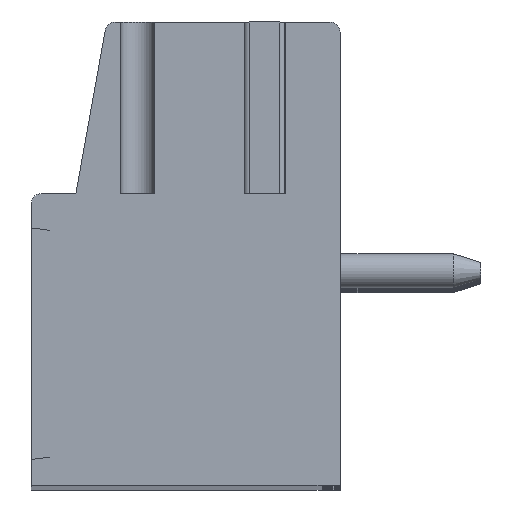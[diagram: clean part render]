
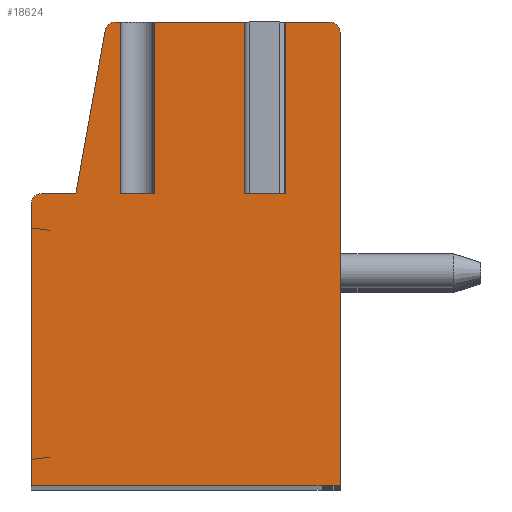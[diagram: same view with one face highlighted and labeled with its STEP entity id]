
A CAD part, top view. The second image highlights one B-rep face of the part: STEP entity #18624.
In plain terms, the highlighted planar face has unit normal (0, 0, 1).
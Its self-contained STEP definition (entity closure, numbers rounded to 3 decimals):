
#52=DIRECTION('',(1.,0.,0.));
#53=VECTOR('',#52,1.);
#54=CARTESIAN_POINT('',(-1.9,3.36,77.5));
#55=LINE('',#54,#53);
#56=DIRECTION('',(0.,1.,0.));
#57=VECTOR('',#56,5.);
#58=CARTESIAN_POINT('',(-0.9,3.36,77.5));
#59=LINE('',#58,#57);
#60=DIRECTION('',(-1.,0.,0.));
#61=VECTOR('',#60,2.8);
#62=CARTESIAN_POINT('',(1.9,8.36,77.5));
#63=LINE('',#62,#61);
#64=DIRECTION('',(0.,1.,0.));
#65=VECTOR('',#64,5.);
#66=CARTESIAN_POINT('',(1.9,3.36,77.5));
#67=LINE('',#66,#65);
#68=DIRECTION('',(1.,0.,0.));
#69=VECTOR('',#68,0.8);
#70=CARTESIAN_POINT('',(1.9,3.36,77.5));
#71=LINE('',#70,#69);
#72=DIRECTION('',(0.,1.,0.));
#73=VECTOR('',#72,5.);
#74=CARTESIAN_POINT('',(2.7,3.36,77.5));
#75=LINE('',#74,#73);
#76=DIRECTION('',(-1.,0.,0.));
#77=VECTOR('',#76,1.5);
#78=CARTESIAN_POINT('',(4.2,8.36,77.5));
#79=LINE('',#78,#77);
#80=CARTESIAN_POINT('',(4.2,8.06,77.5));
#81=DIRECTION('',(0.,0.,1.));
#82=DIRECTION('',(1.,0.,0.));
#83=AXIS2_PLACEMENT_3D('',#80,#81,#82);
#85=DIRECTION('',(0.,1.,0.));
#86=VECTOR('',#85,13.2);
#87=CARTESIAN_POINT('',(4.5,-5.14,77.5));
#88=LINE('',#87,#86);
#89=DIRECTION('',(1.,0.,0.));
#90=VECTOR('',#89,9.);
#91=CARTESIAN_POINT('',(-4.5,-5.14,77.5));
#92=LINE('',#91,#90);
#93=DIRECTION('',(0.,-1.,0.));
#94=VECTOR('',#93,8.2);
#95=CARTESIAN_POINT('',(-4.5,3.06,77.5));
#96=LINE('',#95,#94);
#97=CARTESIAN_POINT('',(-4.2,3.06,77.5));
#98=DIRECTION('',(0.,0.,1.));
#99=DIRECTION('',(0.,1.,0.));
#100=AXIS2_PLACEMENT_3D('',#97,#98,#99);
#102=DIRECTION('',(-1.,0.,0.));
#103=VECTOR('',#102,1.);
#104=CARTESIAN_POINT('',(-3.2,3.36,77.5));
#105=LINE('',#104,#103);
#106=DIRECTION('',(-0.177,-0.984,0.));
#107=VECTOR('',#106,4.829);
#108=CARTESIAN_POINT('',(-2.345,8.113,77.5));
#109=LINE('',#108,#107);
#110=CARTESIAN_POINT('',(-2.05,8.06,77.5));
#111=DIRECTION('',(0.,0.,1.));
#112=DIRECTION('',(0.,1.,0.));
#113=AXIS2_PLACEMENT_3D('',#110,#111,#112);
#115=DIRECTION('',(-1.,0.,0.));
#116=VECTOR('',#115,0.15);
#117=CARTESIAN_POINT('',(-1.9,8.36,77.5));
#118=LINE('',#117,#116);
#119=DIRECTION('',(0.,1.,0.));
#120=VECTOR('',#119,5.);
#121=CARTESIAN_POINT('',(-1.9,3.36,77.5));
#122=LINE('',#121,#120);
#14446=CARTESIAN_POINT('',(4.5,-5.14,77.5));
#14447=CARTESIAN_POINT('',(4.5,8.06,77.5));
#14448=VERTEX_POINT('',#14446);
#14449=VERTEX_POINT('',#14447);
#14450=CARTESIAN_POINT('',(4.2,8.36,77.5));
#14451=VERTEX_POINT('',#14450);
#14452=CARTESIAN_POINT('',(-2.05,8.36,77.5));
#14453=CARTESIAN_POINT('',(-2.345,8.113,77.5));
#14454=VERTEX_POINT('',#14452);
#14455=VERTEX_POINT('',#14453);
#14456=CARTESIAN_POINT('',(-3.2,3.36,77.5));
#14457=VERTEX_POINT('',#14456);
#14458=CARTESIAN_POINT('',(-4.2,3.36,77.5));
#14459=VERTEX_POINT('',#14458);
#14460=CARTESIAN_POINT('',(-4.5,3.06,77.5));
#14461=VERTEX_POINT('',#14460);
#14462=CARTESIAN_POINT('',(-4.5,-5.14,77.5));
#14463=VERTEX_POINT('',#14462);
#14751=CARTESIAN_POINT('',(1.9,3.36,77.5));
#14752=CARTESIAN_POINT('',(2.7,3.36,77.5));
#14753=VERTEX_POINT('',#14751);
#14754=VERTEX_POINT('',#14752);
#14755=CARTESIAN_POINT('',(2.7,8.36,77.5));
#14756=VERTEX_POINT('',#14755);
#14757=CARTESIAN_POINT('',(1.9,8.36,77.5));
#14758=VERTEX_POINT('',#14757);
#14779=CARTESIAN_POINT('',(-1.9,3.36,77.5));
#14780=CARTESIAN_POINT('',(-0.9,3.36,77.5));
#14781=VERTEX_POINT('',#14779);
#14782=VERTEX_POINT('',#14780);
#14783=CARTESIAN_POINT('',(-0.9,8.36,77.5));
#14784=VERTEX_POINT('',#14783);
#14785=CARTESIAN_POINT('',(-1.9,8.36,77.5));
#14786=VERTEX_POINT('',#14785);
#18583=CARTESIAN_POINT('',(0.,0.,77.5));
#18584=DIRECTION('',(0.,0.,1.));
#18585=DIRECTION('',(1.,0.,0.));
#18586=AXIS2_PLACEMENT_3D('',#18583,#18584,#18585);
#18587=PLANE('',#18586);
#18589=ORIENTED_EDGE('',*,*,#18588,.T.);
#18591=ORIENTED_EDGE('',*,*,#18590,.T.);
#18593=ORIENTED_EDGE('',*,*,#18592,.F.);
#18595=ORIENTED_EDGE('',*,*,#18594,.F.);
#18597=ORIENTED_EDGE('',*,*,#18596,.T.);
#18599=ORIENTED_EDGE('',*,*,#18598,.T.);
#18601=ORIENTED_EDGE('',*,*,#18600,.F.);
#18603=ORIENTED_EDGE('',*,*,#18602,.F.);
#18605=ORIENTED_EDGE('',*,*,#18604,.F.);
#18607=ORIENTED_EDGE('',*,*,#18606,.F.);
#18609=ORIENTED_EDGE('',*,*,#18608,.F.);
#18611=ORIENTED_EDGE('',*,*,#18610,.F.);
#18613=ORIENTED_EDGE('',*,*,#18612,.F.);
#18615=ORIENTED_EDGE('',*,*,#18614,.F.);
#18617=ORIENTED_EDGE('',*,*,#18616,.F.);
#18619=ORIENTED_EDGE('',*,*,#18618,.F.);
#18621=ORIENTED_EDGE('',*,*,#18620,.F.);
#18622=EDGE_LOOP('',(#18589,#18591,#18593,#18595,#18597,#18599,#18601,#18603,
#18605,#18607,#18609,#18611,#18613,#18615,#18617,#18619,#18621));
#18623=FACE_OUTER_BOUND('',#18622,.F.);
#84=CIRCLE('',#83,0.3);
#101=CIRCLE('',#100,0.3);
#114=CIRCLE('',#113,0.3);
#18588=EDGE_CURVE('',#14781,#14782,#55,.T.);
#18590=EDGE_CURVE('',#14782,#14784,#59,.T.);
#18592=EDGE_CURVE('',#14758,#14784,#63,.T.);
#18594=EDGE_CURVE('',#14753,#14758,#67,.T.);
#18596=EDGE_CURVE('',#14753,#14754,#71,.T.);
#18598=EDGE_CURVE('',#14754,#14756,#75,.T.);
#18600=EDGE_CURVE('',#14451,#14756,#79,.T.);
#18602=EDGE_CURVE('',#14449,#14451,#84,.T.);
#18604=EDGE_CURVE('',#14448,#14449,#88,.T.);
#18606=EDGE_CURVE('',#14463,#14448,#92,.T.);
#18608=EDGE_CURVE('',#14461,#14463,#96,.T.);
#18610=EDGE_CURVE('',#14459,#14461,#101,.T.);
#18612=EDGE_CURVE('',#14457,#14459,#105,.T.);
#18614=EDGE_CURVE('',#14455,#14457,#109,.T.);
#18616=EDGE_CURVE('',#14454,#14455,#114,.T.);
#18618=EDGE_CURVE('',#14786,#14454,#118,.T.);
#18620=EDGE_CURVE('',#14781,#14786,#122,.T.);
#18624=ADVANCED_FACE('',(#18623),#18587,.T.);
